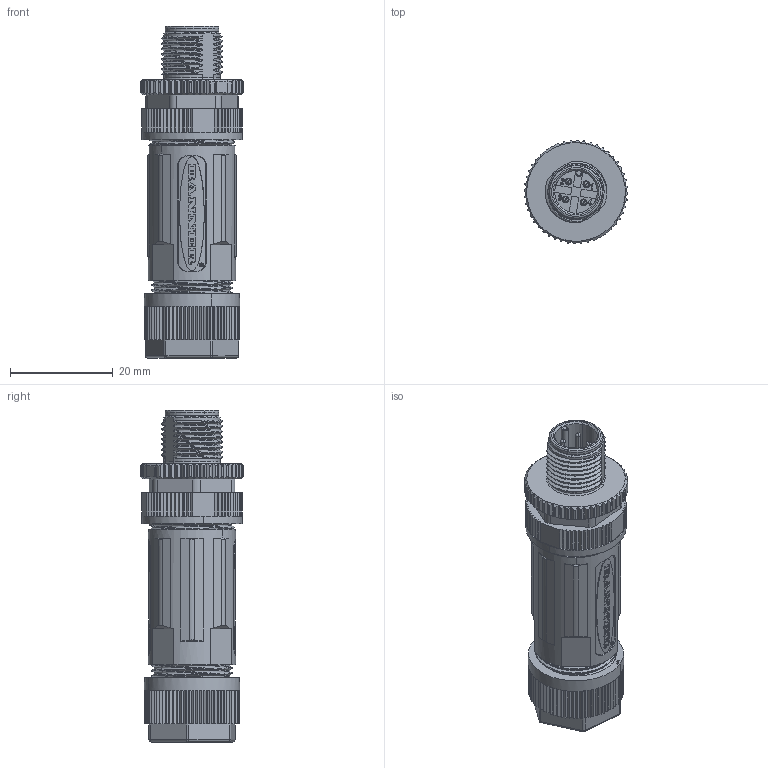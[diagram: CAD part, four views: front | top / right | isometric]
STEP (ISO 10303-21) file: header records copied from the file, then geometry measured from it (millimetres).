
FILE_DESCRIPTION((''),'2;1');
FILE_NAME('246782_SM01_ASM','2024-11-26T14:02:19',('banengservice'),('BANNER ENGINEERING'),'CREO PARAMETRIC BY PTC INC, 2022414','CREO PARAMETRIC BY PTC INC, 2022414','');
FILE_SCHEMA(('CONFIG_CONTROL_DESIGN'));
Products named in the file (2): 246782_EP01; 246782_SM01_ASM
Assembly tree (1 placements, depth 2):
  246782_SM01_ASM
    246782_EP01
Bounding box: 20.09 x 20.09 x 64.5 mm (x, y, z)
Volume: 13307.2 mm3; surface area: 5864.3 mm2
Topology: 1 solids, 1 shells, 1224 faces, 3491 edges, 2328 vertices
Faces by surface type: plane 838, cylinder 268, bspline 46, extrusion 39, cone 20, torus 7, sphere 6
Entity records: 50385 total; most frequent: CARTESIAN_POINT 19398, ORIENTED_EDGE 6970, DIRECTION 5734, EDGE_CURVE 3485, VERTEX_POINT 2328, VECTOR 1964, LINE 1925, AXIS2_PLACEMENT_3D 1885
